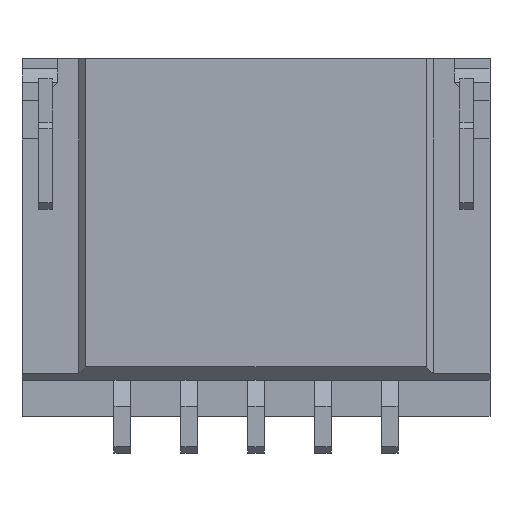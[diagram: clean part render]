
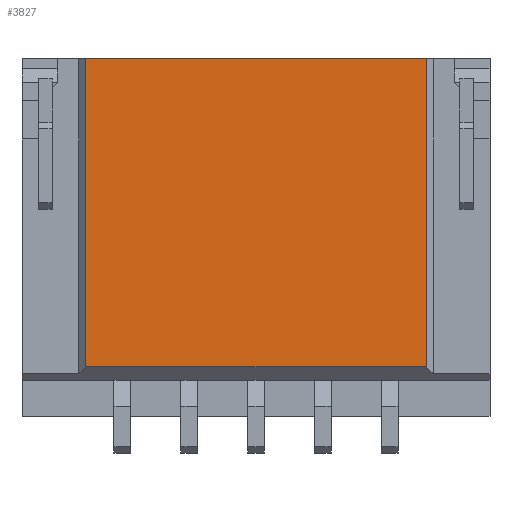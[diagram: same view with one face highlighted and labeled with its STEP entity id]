
A CAD part, front view. The second image highlights one B-rep face of the part: STEP entity #3827.
In plain terms, the highlighted planar face has unit normal (0, -1, 0).
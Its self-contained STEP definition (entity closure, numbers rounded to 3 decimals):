
#504=DIRECTION('',(-1.,0.,0.));
#505=VECTOR('',#504,5.1);
#506=CARTESIAN_POINT('',(2.55,-1.525,2.675));
#507=LINE('',#506,#505);
#1009=DIRECTION('',(1.,0.,0.));
#1010=VECTOR('',#1009,5.1);
#1011=CARTESIAN_POINT('',(-2.55,-1.525,-1.935));
#1012=LINE('',#1011,#1010);
#1013=DIRECTION('',(0.,0.,-1.));
#1014=VECTOR('',#1013,4.61);
#1015=CARTESIAN_POINT('',(-2.55,-1.525,2.675));
#1016=LINE('',#1015,#1014);
#1017=DIRECTION('',(0.,0.,1.));
#1018=VECTOR('',#1017,4.61);
#1019=CARTESIAN_POINT('',(2.55,-1.525,-1.935));
#1020=LINE('',#1019,#1018);
#2001=CARTESIAN_POINT('',(2.55,-1.525,2.675));
#2003=VERTEX_POINT('',#2001);
#2006=CARTESIAN_POINT('',(-2.55,-1.525,2.675));
#2008=VERTEX_POINT('',#2006);
#2009=CARTESIAN_POINT('',(2.55,-1.525,-1.935));
#2011=VERTEX_POINT('',#2009);
#2023=CARTESIAN_POINT('',(-2.55,-1.525,-1.935));
#2024=VERTEX_POINT('',#2023);
#3816=CARTESIAN_POINT('',(-3.5,-1.525,-2.675));
#3817=DIRECTION('',(0.,-1.,0.));
#3818=DIRECTION('',(1.,0.,0.));
#3819=AXIS2_PLACEMENT_3D('',#3816,#3817,#3818);
#3820=PLANE('',#3819);
#3821=ORIENTED_EDGE('',*,*,#3797,.F.);
#3822=ORIENTED_EDGE('',*,*,#3778,.F.);
#3823=ORIENTED_EDGE('',*,*,#3160,.F.);
#3824=ORIENTED_EDGE('',*,*,#3808,.F.);
#3825=EDGE_LOOP('',(#3821,#3822,#3823,#3824));
#3826=FACE_OUTER_BOUND('',#3825,.F.);
#3827=ADVANCED_FACE('',(#3826),#3820,.T.);
#3160=EDGE_CURVE('',#2003,#2008,#507,.T.);
#3778=EDGE_CURVE('',#2008,#2024,#1016,.T.);
#3797=EDGE_CURVE('',#2024,#2011,#1012,.T.);
#3808=EDGE_CURVE('',#2011,#2003,#1020,.T.);
